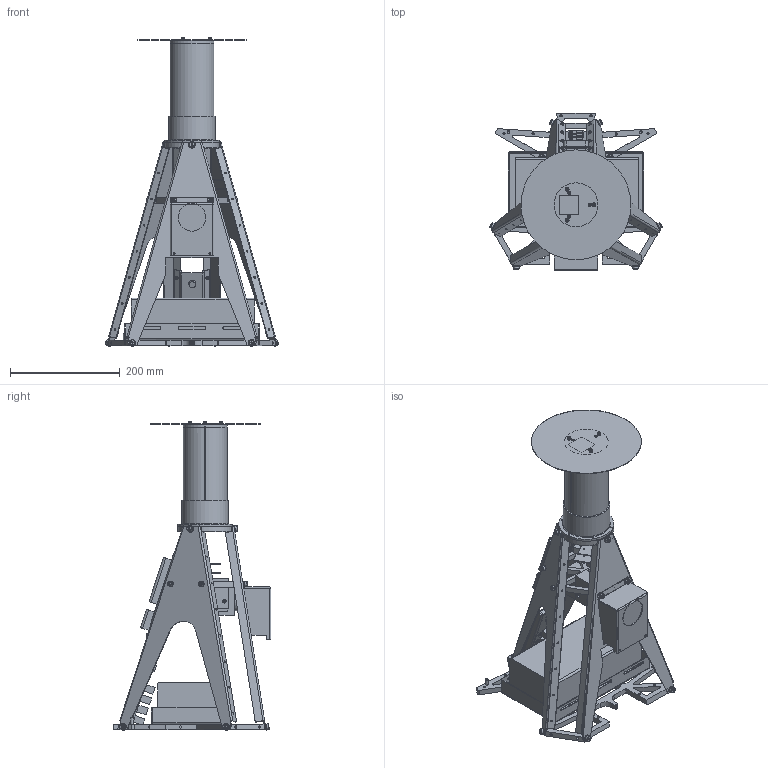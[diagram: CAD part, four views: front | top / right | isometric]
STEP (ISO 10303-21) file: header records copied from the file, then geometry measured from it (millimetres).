
FILE_DESCRIPTION((''),'2;1');
FILE_NAME('Upper_body.stp','2012-10-01T20:40:25',('s070255'),(''),'Autodesk Inventor 2012','Autodesk Inventor 2012','');
FILE_SCHEMA(('AUTOMOTIVE_DESIGN { 1 0 10303 214 1 1 1 1 }'));
Length unit declared in the file: millimetre
Products named in the file (46): Upper_body; Spacer 1; bottom plate1; Leg; Leg 2; disk camera; Camera VC4458; Plate camera 1; PC; PC housing; sam camera fixation; camera; camera lens; camera suspension; camera holder; ISO 4762 M3 x 8; ISO 4762 M3 x 6; Vision tube; Vision tube flange; Vision tube bushing 2; vision tube; mirror; tag; compass; DIN 125-1 A A 3,2; ISO 4762 M3 x 16; Vision tube bushing 1; nail mirror; ISO 7379 6,5 x 10; DIN 125-1 A A 6,4; ISO 4762 M3 x 10; ISO 4762 M3 x 12; ISO 4762 M5 x 10; DIN 125-1 A A 5,3; ISO 4762 M5 x 12; Camera VC4458 lens; Print camera; Protection print camera; Panel switches; Switch 1 ...
Assembly tree (153 placements, depth 3):
  Upper_body
    Spacer 1
    bottom plate1
    Leg
    Leg 2  x2
    disk camera
    Camera VC4458
    Plate camera 1
    PC
    PC housing
    sam camera fixation
      camera
      camera lens
      camera suspension
      camera holder
      ISO 4762 M3 x 8  x3
      ISO 4762 M3 x 6  x4
    Vision tube
      Vision tube flange
      Vision tube bushing 2
      vision tube
      mirror
      tag
      compass
      DIN 125-1 A A 3,2  x3
      ISO 4762 M3 x 8  x3
      ISO 4762 M3 x 16  x3
      Vision tube bushing 1  x2
      nail mirror
    ISO 7379 6,5 x 10  x9
    DIN 125-1 A A 6,4  x9
    ISO 4762 M3 x 10  x6
    ISO 4762 M3 x 12  x6
    ISO 4762 M5 x 10  x4
    DIN 125-1 A A 5,3  x10
    ISO 4762 M5 x 12  x6
    Camera VC4458 lens
    Print camera
    Protection print camera
    Panel switches
    Switch 1  x4
    Plate camera 2
    Switch 2
    ISO 4762 M3 x 8  x12
    DIN 125-1 A A 3,2  x24
    ISO 4032 M3  x12
    Plate camera 3
    Threaded rod M5  x2
    Cornerprofile camera VC4458
Bounding box: 314.04 x 287.81 x 561.75 mm (x, y, z)
Volume: 3260295.8 mm3; surface area: 1009078.4 mm2
Topology: 151 solids, 151 shells, 2421 faces, 5668 edges, 3642 vertices
Faces by surface type: plane 1267, cylinder 761, cone 253, torus 125, bspline 14, sphere 1
Full cylindrical faces by diameter (mm): 1.5 x2, 2 x2, 2.459 x45, 3 x41, 3.1 x3, 3.2 x90, 3.5 x4, 4.134 x48, 4.7 x6, 5 x27, 5.2 x8, 5.3 x10, 5.5 x41, 5.92 x9, 6 x46, 6.1 x2, 6.4 x9, 6.647 x2, 7 x28, 8.1 x2, 8.5 x10, 8.71 x4, 10 x19, 12 x10, 12.2 x1, 24.536 x1, 29 x1, 29.5 x1, 30.9 x1, 35 x1
Entity records: 37630 total; most frequent: CARTESIAN_POINT 6840, DIRECTION 6362, ORIENTED_EDGE 5288, EDGE_CURVE 2644, AXIS2_PLACEMENT_3D 2435, EDGE_LOOP 1962, VERTEX_POINT 1916, VECTOR 1492
